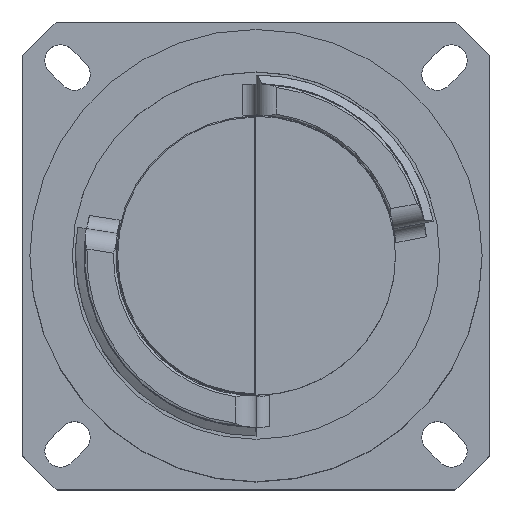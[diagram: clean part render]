
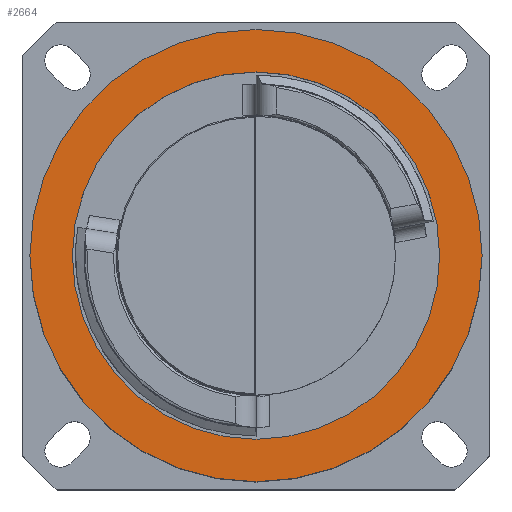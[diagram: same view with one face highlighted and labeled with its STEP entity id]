
A CAD part, top view. The second image highlights one B-rep face of the part: STEP entity #2664.
In plain terms, the highlighted planar face has unit normal (0, 0, 1).
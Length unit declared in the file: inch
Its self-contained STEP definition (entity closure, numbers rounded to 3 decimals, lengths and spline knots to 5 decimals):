
#403 = CIRCLE ( 'NONE', #4743, 0.8225 ) ;
#544 = EDGE_CURVE ( 'NONE', #2753, #6508, #1590, .T. ) ;
#867 = ORIENTED_EDGE ( 'NONE', *, *, #3849, .T. ) ;
#930 = CARTESIAN_POINT ( 'NONE',  ( 0., 0., -0.45 ) ) ;
#1590 = CIRCLE ( 'NONE', #5391, 0.8225 ) ;
#1695 = CARTESIAN_POINT ( 'NONE',  ( 0., 0., -0.45 ) ) ;
#1706 = DIRECTION ( 'NONE',  ( 0., 1., 0. ) ) ;
#1795 = DIRECTION ( 'NONE',  ( 0., 0., 1. ) ) ;
#1886 = FACE_OUTER_BOUND ( 'NONE', #6240, .T. ) ;
#2257 = CARTESIAN_POINT ( 'NONE',  ( 0., -0.8225, -0.45 ) ) ;
#2317 = DIRECTION ( 'NONE',  ( 0., 1., 0. ) ) ;
#2376 = FACE_BOUND ( 'NONE', #6186, .T. ) ;
#2664 = ADVANCED_FACE ( 'NONE', ( #1886, #2376 ), #6005, .F. ) ;
#2753 = VERTEX_POINT ( 'NONE', #6475 ) ;
#3092 = CARTESIAN_POINT ( 'NONE',  ( 0., 1.0125, -0.45 ) ) ;
#3282 = EDGE_CURVE ( 'NONE', #6508, #2753, #403, .T. ) ;
#3373 = DIRECTION ( 'NONE',  ( -1., 0., 0. ) ) ;
#3400 = ORIENTED_EDGE ( 'NONE', *, *, #5488, .T. ) ;
#3544 = CIRCLE ( 'NONE', #4201, 1.0125 ) ;
#3546 = ORIENTED_EDGE ( 'NONE', *, *, #3282, .F. ) ;
#3849 = EDGE_CURVE ( 'NONE', #5279, #4362, #3544, .T. ) ;
#3998 = CARTESIAN_POINT ( 'NONE',  ( -0.8225, 0., -0.45 ) ) ;
#4048 = DIRECTION ( 'NONE',  ( 0., 1., 0. ) ) ;
#4201 = AXIS2_PLACEMENT_3D ( 'NONE', #930, #6605, #4048 ) ;
#4280 = ORIENTED_EDGE ( 'NONE', *, *, #544, .F. ) ;
#4362 = VERTEX_POINT ( 'NONE', #6028 ) ;
#4669 = CARTESIAN_POINT ( 'NONE',  ( 0., 0., -0.45 ) ) ;
#4729 = DIRECTION ( 'NONE',  ( 0., 1., 0. ) ) ;
#4743 = AXIS2_PLACEMENT_3D ( 'NONE', #6233, #6365, #1706 ) ;
#5062 = AXIS2_PLACEMENT_3D ( 'NONE', #3998, #5531, #3373 ) ;
#5273 = DIRECTION ( 'NONE',  ( 0., 0., 1. ) ) ;
#5279 = VERTEX_POINT ( 'NONE', #3092 ) ;
#5391 = AXIS2_PLACEMENT_3D ( 'NONE', #4669, #5273, #4729 ) ;
#5423 = AXIS2_PLACEMENT_3D ( 'NONE', #1695, #1795, #2317 ) ;
#5488 = EDGE_CURVE ( 'NONE', #4362, #5279, #5856, .T. ) ;
#5531 = DIRECTION ( 'NONE',  ( 0., 0., -1. ) ) ;
#5856 = CIRCLE ( 'NONE', #5423, 1.0125 ) ;
#6005 = PLANE ( 'NONE',  #5062 ) ;
#6028 = CARTESIAN_POINT ( 'NONE',  ( 0., -1.0125, -0.45 ) ) ;
#6186 = EDGE_LOOP ( 'NONE', ( #4280, #3546 ) ) ;
#6233 = CARTESIAN_POINT ( 'NONE',  ( 0., 0., -0.45 ) ) ;
#6240 = EDGE_LOOP ( 'NONE', ( #867, #3400 ) ) ;
#6365 = DIRECTION ( 'NONE',  ( 0., 0., 1. ) ) ;
#6475 = CARTESIAN_POINT ( 'NONE',  ( 0., 0.8225, -0.45 ) ) ;
#6508 = VERTEX_POINT ( 'NONE', #2257 ) ;
#6605 = DIRECTION ( 'NONE',  ( 0., 0., 1. ) ) ;
